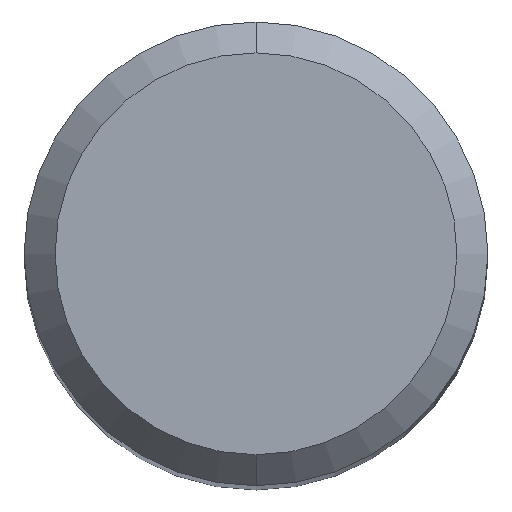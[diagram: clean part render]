
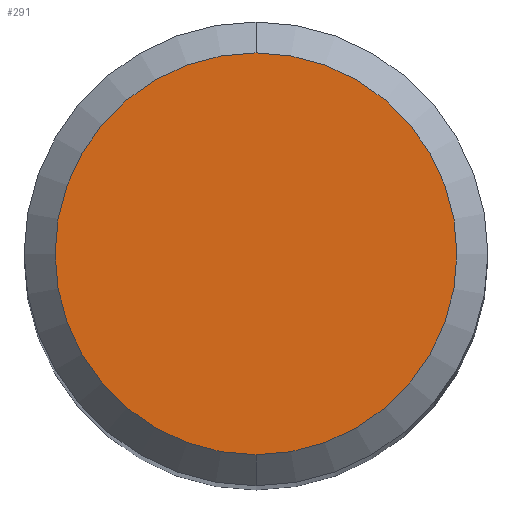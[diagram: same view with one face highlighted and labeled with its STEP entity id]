
A CAD part, top view. The second image highlights one B-rep face of the part: STEP entity #291.
In plain terms, the highlighted planar face has unit normal (0, 0, 1).
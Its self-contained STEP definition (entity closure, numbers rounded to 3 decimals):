
#209=EDGE_CURVE('',#373,#247,#528,.T.);
#247=VERTEX_POINT('',#569);
#253=EDGE_CURVE('',#247,#373,#575,.T.);
#291=ADVANCED_FACE('',(#618),#619,.T.);
#373=VERTEX_POINT('',#715);
#528=CIRCLE('',#895,2.6);
#569=CARTESIAN_POINT('',(0.0,2.6,0.0));
#575=CIRCLE('',#972,2.6);
#618=FACE_OUTER_BOUND('',#1034,.T.);
#619=PLANE('',#1035);
#715=CARTESIAN_POINT('',(0.,-2.6,0.0));
#895=AXIS2_PLACEMENT_3D('',#1512,#1513,#1514);
#972=AXIS2_PLACEMENT_3D('',#1559,#1560,#1561);
#1034=EDGE_LOOP('',(#1617,#1618));
#1035=AXIS2_PLACEMENT_3D('',#1619,#1620,#1621);
#1512=CARTESIAN_POINT('',(0.0,0.0,0.0));
#1513=DIRECTION('',(0.0,0.0,-1.0));
#1514=DIRECTION('',(0.0,1.0,0.0));
#1559=CARTESIAN_POINT('',(0.0,0.0,0.0));
#1560=DIRECTION('',(0.0,0.0,-1.0));
#1561=DIRECTION('',(0.0,1.0,0.0));
#1617=ORIENTED_EDGE('',*,*,#253,.F.);
#1618=ORIENTED_EDGE('',*,*,#209,.F.);
#1619=CARTESIAN_POINT('',(0.0,1.3,0.0));
#1620=DIRECTION('',(-0.0,0.0,1.0));
#1621=DIRECTION('',(0.0,-1.0,0.0));
